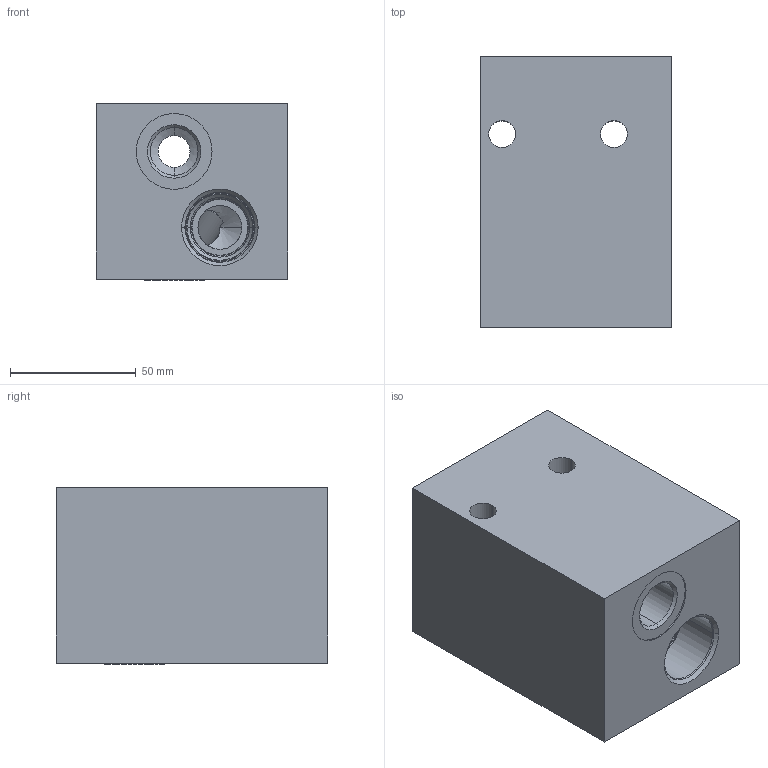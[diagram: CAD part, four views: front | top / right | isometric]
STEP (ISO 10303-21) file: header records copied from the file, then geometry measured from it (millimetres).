
FILE_DESCRIPTION (( 'STEP AP203' ), '1' );
FILE_NAME ('ML-120-CDW-2A3-2A3-G04-Z06.STEP', '2026-02-26T00:29:54', ( '' ), ( '' ), 'SwSTEP 2.0', 'SolidWorks 2018', '' );
FILE_SCHEMA (( 'CONFIG_CONTROL_DESIGN' ));
Length unit declared in the file: millimetre
Products named in the file (3): 4KAA117AA001; 6ED120CDWXXG04T001_目錄; ML-120-CDW-2A3-2A3-G04-Z06
Assembly tree (2 placements, depth 2):
  ML-120-CDW-2A3-2A3-G04-Z06
    4KAA117AA001
    6ED120CDWXXG04T001_目錄
Bounding box: 76.2 x 108 x 70.42 mm (x, y, z)
Volume: 458425.9 mm3; surface area: 67881.4 mm2
Topology: 2 solids, 2 shells, 149 faces, 360 edges, 216 vertices
Faces by surface type: cylinder 68, cone 55, plane 14, torus 12
Entity records: 5681 total; most frequent: CARTESIAN_POINT 1952, DIRECTION 728, ORIENTED_EDGE 708, EDGE_CURVE 354, AXIS2_PLACEMENT_3D 306, VERTEX_POINT 216, EDGE_LOOP 178, CIRCLE 152
